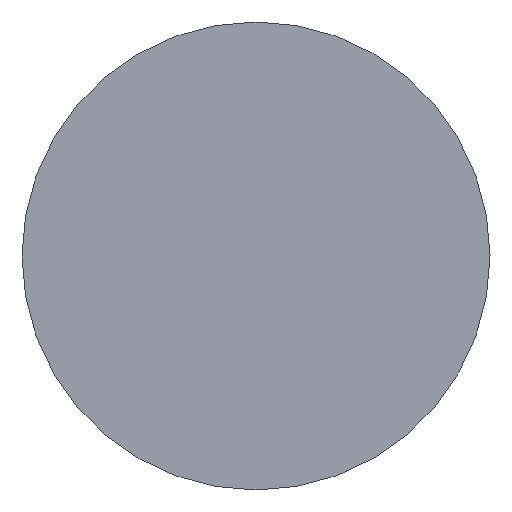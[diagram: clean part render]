
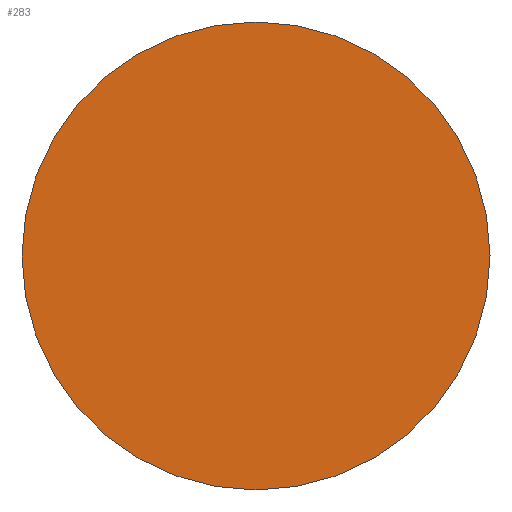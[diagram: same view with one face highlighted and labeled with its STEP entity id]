
A CAD part, front view. The second image highlights one B-rep face of the part: STEP entity #283.
In plain terms, the highlighted planar face has unit normal (0, -1, 0).
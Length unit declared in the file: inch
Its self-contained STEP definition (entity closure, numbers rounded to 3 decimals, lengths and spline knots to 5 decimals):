
#8 = CIRCLE ( 'NONE', #276, 0.25 ) ;
#24 = AXIS2_PLACEMENT_3D ( 'NONE', #150, #87, #345 ) ;
#58 = DIRECTION ( 'NONE',  ( 0., 0., -1. ) ) ;
#68 = ORIENTED_EDGE ( 'NONE', *, *, #333, .T. ) ;
#87 = DIRECTION ( 'NONE',  ( 0., -1., 0. ) ) ;
#111 = EDGE_CURVE ( 'NONE', #284, #346, #8, .T. ) ;
#127 = CARTESIAN_POINT ( 'NONE',  ( 0., 0., -0.25 ) ) ;
#130 = CARTESIAN_POINT ( 'NONE',  ( 0., 0., 0. ) ) ;
#141 = AXIS2_PLACEMENT_3D ( 'NONE', #251, #330, #151 ) ;
#143 = EDGE_LOOP ( 'NONE', ( #68, #343 ) ) ;
#150 = CARTESIAN_POINT ( 'NONE',  ( 0., 0., 0. ) ) ;
#151 = DIRECTION ( 'NONE',  ( 0., 0., -1. ) ) ;
#210 = CIRCLE ( 'NONE', #24, 0.25 ) ;
#251 = CARTESIAN_POINT ( 'NONE',  ( 0., 0., 0. ) ) ;
#264 = CARTESIAN_POINT ( 'NONE',  ( 0., 0., 0.25 ) ) ;
#276 = AXIS2_PLACEMENT_3D ( 'NONE', #130, #305, #58 ) ;
#283 = ADVANCED_FACE ( 'NONE', ( #368 ), #298, .T. ) ;
#284 = VERTEX_POINT ( 'NONE', #264 ) ;
#298 = PLANE ( 'NONE',  #141 ) ;
#305 = DIRECTION ( 'NONE',  ( 0., -1., 0. ) ) ;
#330 = DIRECTION ( 'NONE',  ( 0., -1., 0. ) ) ;
#333 = EDGE_CURVE ( 'NONE', #346, #284, #210, .T. ) ;
#343 = ORIENTED_EDGE ( 'NONE', *, *, #111, .T. ) ;
#345 = DIRECTION ( 'NONE',  ( 0., 0., -1. ) ) ;
#346 = VERTEX_POINT ( 'NONE', #127 ) ;
#368 = FACE_OUTER_BOUND ( 'NONE', #143, .T. ) ;
